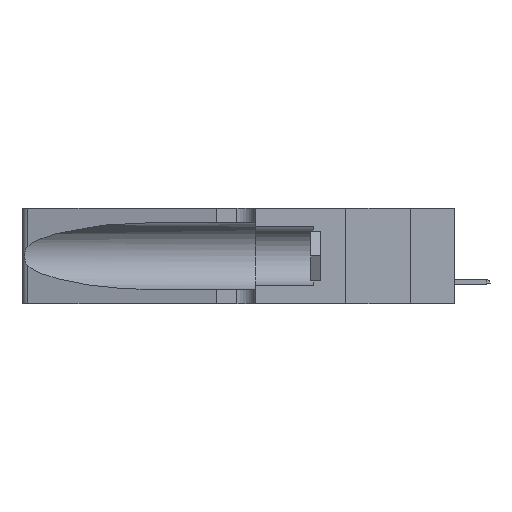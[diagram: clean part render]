
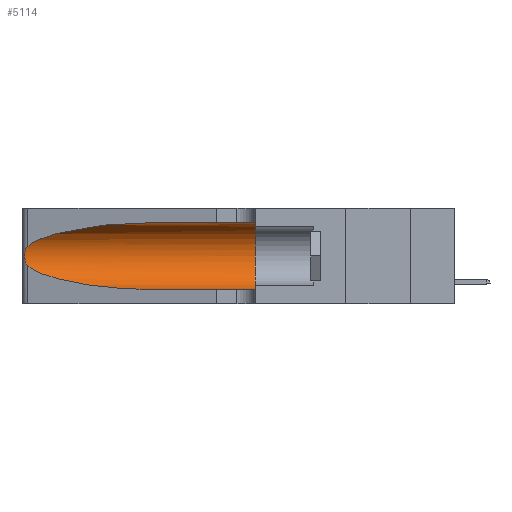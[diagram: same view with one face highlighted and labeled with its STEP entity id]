
A CAD part, left-side view. The second image highlights one B-rep face of the part: STEP entity #5114.
In plain terms, the highlighted cylindrical face has radius 3.308 mm (diameter 6.617 mm), a partial arc.
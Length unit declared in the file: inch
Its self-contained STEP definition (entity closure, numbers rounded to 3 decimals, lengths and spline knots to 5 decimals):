
#118 = CARTESIAN_POINT ( 'NONE',  ( 0.25856, 1.23593, 0.16098 ) ) ;
#164 = CYLINDRICAL_SURFACE ( 'NONE', #10180, 0.13025 ) ;
#629 = CARTESIAN_POINT ( 'NONE',  ( 0.2373, 1.15595, 0.28018 ) ) ;
#1464 = EDGE_CURVE ( 'NONE', #16507, #7713, #15267, .T. ) ;
#1892 = CARTESIAN_POINT ( 'NONE',  ( 0.1305, 0.72297, 0.31525 ) ) ;
#2083 = CARTESIAN_POINT ( 'NONE',  ( 0.18966, 0.96281, 0.05475 ) ) ;
#2761 = CARTESIAN_POINT ( 'NONE',  ( 0.25487, 1.22718, 0.14631 ) ) ;
#2917 = CARTESIAN_POINT ( 'NONE',  ( 0.1305, 1.61858, 0.185 ) ) ;
#2962 = VECTOR ( 'NONE', #7727, 39.37008 ) ;
#3661 = LINE ( 'NONE', #18266, #2962 ) ;
#4430 = VERTEX_POINT ( 'NONE', #7685 ) ;
#4481 = CARTESIAN_POINT ( 'NONE',  ( 0.25555, 1.22994, 0.2215 ) ) ;
#4637 = CARTESIAN_POINT ( 'NONE',  ( 0.25487, 1.22718, 0.14631 ) ) ;
#4843 = DIRECTION ( 'NONE',  ( 0., 1., 0. ) ) ;
#5114 = ADVANCED_FACE ( 'NONE', ( #13164 ), #164, .F. ) ;
#5186 = CIRCLE ( 'NONE', #7376, 0.13025 ) ;
#5751 = EDGE_CURVE ( 'NONE', #8560, #12798, #8031, .T. ) ;
#6025 = CARTESIAN_POINT ( 'NONE',  ( 0.25789, 1.23486, 0.15765 ) ) ;
#6037 = ORIENTED_EDGE ( 'NONE', *, *, #15114, .F. ) ;
#6064 =( BOUNDED_CURVE ( )  B_SPLINE_CURVE ( 3, ( #6243, #10727, #2083, #13607 ),
 .UNSPECIFIED., .F., .T. ) 
 B_SPLINE_CURVE_WITH_KNOTS ( ( 4, 4 ),
 ( 3.44316, 4.71239 ),
 .UNSPECIFIED. ) 
 CURVE ( )  GEOMETRIC_REPRESENTATION_ITEM ( )  RATIONAL_B_SPLINE_CURVE ( ( 1., 0.87, 0.87, 1. ) ) 
 REPRESENTATION_ITEM ( '' )  );
#6243 = CARTESIAN_POINT ( 'NONE',  ( 0.25487, 1.22718, 0.14631 ) ) ;
#6377 = EDGE_CURVE ( 'NONE', #4430, #12798, #5186, .T. ) ;
#7376 = AXIS2_PLACEMENT_3D ( 'NONE', #13670, #4843, #13953 ) ;
#7488 = CARTESIAN_POINT ( 'NONE',  ( 0.26075, 1.23896, 0.19203 ) ) ;
#7685 = CARTESIAN_POINT ( 'NONE',  ( 0.1305, 0.35, 0.31525 ) ) ;
#7713 = VERTEX_POINT ( 'NONE', #4637 ) ;
#7727 = DIRECTION ( 'NONE',  ( 0., -1., 0. ) ) ;
#8007 = ORIENTED_EDGE ( 'NONE', *, *, #6377, .F. ) ;
#8031 = LINE ( 'NONE', #18482, #15685 ) ;
#8560 = VERTEX_POINT ( 'NONE', #12492 ) ;
#8714 = VERTEX_POINT ( 'NONE', #10933 ) ;
#8944 = CARTESIAN_POINT ( 'NONE',  ( 0.1305, 0.35, 0.05475 ) ) ;
#10180 = AXIS2_PLACEMENT_3D ( 'NONE', #2917, #17802, #11717 ) ;
#10411 = CARTESIAN_POINT ( 'NONE',  ( 0.25639, 1.23184, 0.21858 ) ) ;
#10727 = CARTESIAN_POINT ( 'NONE',  ( 0.2373, 1.15595, 0.08982 ) ) ;
#10933 = CARTESIAN_POINT ( 'NONE',  ( 0.1305, 0.72297, 0.31525 ) ) ;
#11672 = CARTESIAN_POINT ( 'NONE',  ( 0.25639, 1.23186, 0.15144 ) ) ;
#11717 = DIRECTION ( 'NONE',  ( 0., 0., -1. ) ) ;
#11952 = CARTESIAN_POINT ( 'NONE',  ( 0.25555, 1.22993, 0.14849 ) ) ;
#12354 = CARTESIAN_POINT ( 'NONE',  ( 0.25487, 1.22718, 0.22369 ) ) ;
#12492 = CARTESIAN_POINT ( 'NONE',  ( 0.1305, 0.72297, 0.05475 ) ) ;
#12798 = VERTEX_POINT ( 'NONE', #8944 ) ;
#12871 =( BOUNDED_CURVE ( )  B_SPLINE_CURVE ( 3, ( #1892, #16975, #629, #12354 ),
 .UNSPECIFIED., .F., .T. ) 
 B_SPLINE_CURVE_WITH_KNOTS ( ( 4, 4 ),
 ( 1.5708, 2.84003 ),
 .UNSPECIFIED. ) 
 CURVE ( )  GEOMETRIC_REPRESENTATION_ITEM ( )  RATIONAL_B_SPLINE_CURVE ( ( 1., 0.87, 0.87, 1. ) ) 
 REPRESENTATION_ITEM ( '' )  );
#13164 = FACE_OUTER_BOUND ( 'NONE', #13359, .T. ) ;
#13277 = CARTESIAN_POINT ( 'NONE',  ( 0.25487, 1.22718, 0.22369 ) ) ;
#13359 = EDGE_LOOP ( 'NONE', ( #15978, #14039, #15772, #17859, #8007, #6037 ) ) ;
#13380 = CARTESIAN_POINT ( 'NONE',  ( 0.26017, 1.23833, 0.17102 ) ) ;
#13607 = CARTESIAN_POINT ( 'NONE',  ( 0.1305, 0.72297, 0.05475 ) ) ;
#13670 = CARTESIAN_POINT ( 'NONE',  ( 0.1305, 0.35, 0.185 ) ) ;
#13953 = DIRECTION ( 'NONE',  ( 0., 0., 1. ) ) ;
#14030 = DIRECTION ( 'NONE',  ( 0., -1., 0. ) ) ;
#14039 = ORIENTED_EDGE ( 'NONE', *, *, #1464, .T. ) ;
#14670 = CARTESIAN_POINT ( 'NONE',  ( 0.26075, 1.23896, 0.178 ) ) ;
#14838 = CARTESIAN_POINT ( 'NONE',  ( 0.25787, 1.23484, 0.2124 ) ) ;
#15114 = EDGE_CURVE ( 'NONE', #8714, #4430, #3661, .T. ) ;
#15267 = B_SPLINE_CURVE_WITH_KNOTS ( 'NONE', 3,
 ( #17750, #4481, #10411, #14838, #19030, #17545, #7488, #14670, #13380, #118, #6025, #11672, #11952, #2761 ),
 .UNSPECIFIED., .F., .F.,
 ( 4, 2, 2, 2, 2, 2, 4 ),
 ( 0., 0.00027, 0.00053, 0.00107, 0.0016, 0.00187, 0.00214 ),
 .UNSPECIFIED. ) ;
#15685 = VECTOR ( 'NONE', #14030, 39.37008 ) ;
#15772 = ORIENTED_EDGE ( 'NONE', *, *, #17469, .T. ) ;
#15978 = ORIENTED_EDGE ( 'NONE', *, *, #18783, .T. ) ;
#16507 = VERTEX_POINT ( 'NONE', #13277 ) ;
#16975 = CARTESIAN_POINT ( 'NONE',  ( 0.18966, 0.96281, 0.31525 ) ) ;
#17469 = EDGE_CURVE ( 'NONE', #7713, #8560, #6064, .T. ) ;
#17545 = CARTESIAN_POINT ( 'NONE',  ( 0.26018, 1.23835, 0.19895 ) ) ;
#17750 = CARTESIAN_POINT ( 'NONE',  ( 0.25487, 1.22718, 0.22369 ) ) ;
#17802 = DIRECTION ( 'NONE',  ( 0., -1., 0. ) ) ;
#17859 = ORIENTED_EDGE ( 'NONE', *, *, #5751, .T. ) ;
#18266 = CARTESIAN_POINT ( 'NONE',  ( 0.1305, 1.61858, 0.31525 ) ) ;
#18482 = CARTESIAN_POINT ( 'NONE',  ( 0.1305, 1.61858, 0.05475 ) ) ;
#18783 = EDGE_CURVE ( 'NONE', #8714, #16507, #12871, .T. ) ;
#19030 = CARTESIAN_POINT ( 'NONE',  ( 0.25854, 1.2359, 0.20912 ) ) ;
